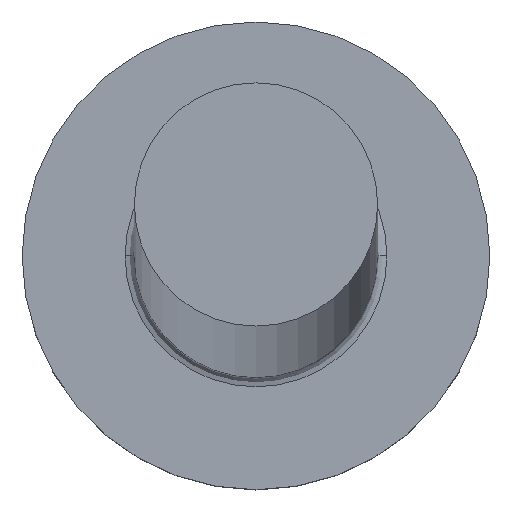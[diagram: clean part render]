
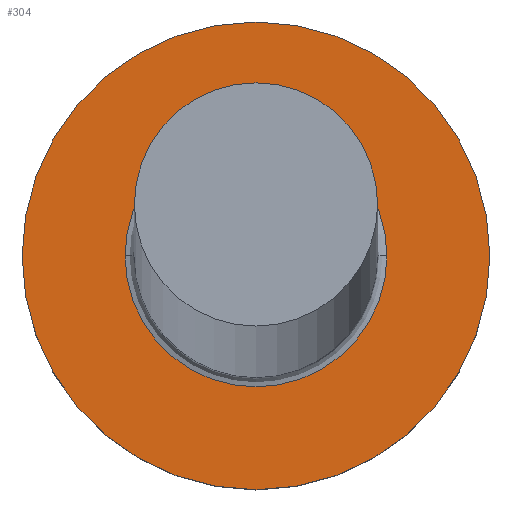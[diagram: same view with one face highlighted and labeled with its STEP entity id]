
A CAD part, top view. The second image highlights one B-rep face of the part: STEP entity #304.
In plain terms, the highlighted planar face has unit normal (0, 0, 1).
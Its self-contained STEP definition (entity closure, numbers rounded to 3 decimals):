
#1 = VERTEX_POINT ( 'NONE', #201 ) ;
#2 = ORIENTED_EDGE ( 'NONE', *, *, #32, .T. ) ;
#28 = DIRECTION ( 'NONE',  ( 0., 0., -1. ) ) ;
#30 = CARTESIAN_POINT ( 'NONE',  ( 0., 0., 3. ) ) ;
#32 = EDGE_CURVE ( 'NONE', #63, #1, #35, .T. ) ;
#33 = FACE_BOUND ( 'NONE', #280, .T. ) ;
#35 = CIRCLE ( 'NONE', #87, 2.8 ) ;
#36 = FACE_OUTER_BOUND ( 'NONE', #262, .T. ) ;
#48 = CARTESIAN_POINT ( 'NONE',  ( -2.8, 0., 3. ) ) ;
#50 = DIRECTION ( 'NONE',  ( 1., 0., 0. ) ) ;
#51 = EDGE_CURVE ( 'NONE', #101, #283, #195, .T. ) ;
#52 = CIRCLE ( 'NONE', #296, 5. ) ;
#63 = VERTEX_POINT ( 'NONE', #48 ) ;
#64 = EDGE_CURVE ( 'NONE', #283, #101, #52, .T. ) ;
#67 = EDGE_CURVE ( 'NONE', #1, #63, #212, .T. ) ;
#73 = CARTESIAN_POINT ( 'NONE',  ( 0., 0., 3. ) ) ;
#77 = DIRECTION ( 'NONE',  ( 1., 0., 0. ) ) ;
#87 = AXIS2_PLACEMENT_3D ( 'NONE', #73, #172, #175 ) ;
#92 = ORIENTED_EDGE ( 'NONE', *, *, #64, .T. ) ;
#101 = VERTEX_POINT ( 'NONE', #170 ) ;
#111 = PLANE ( 'NONE',  #124 ) ;
#122 = DIRECTION ( 'NONE',  ( 0., 0., 1. ) ) ;
#124 = AXIS2_PLACEMENT_3D ( 'NONE', #246, #209, #132 ) ;
#125 = ORIENTED_EDGE ( 'NONE', *, *, #67, .T. ) ;
#132 = DIRECTION ( 'NONE',  ( 1., 0., 0. ) ) ;
#152 = CARTESIAN_POINT ( 'NONE',  ( 0., 0., 3. ) ) ;
#170 = CARTESIAN_POINT ( 'NONE',  ( -5., 0., 3. ) ) ;
#172 = DIRECTION ( 'NONE',  ( 0., 0., -1. ) ) ;
#175 = DIRECTION ( 'NONE',  ( 1., 0., 0. ) ) ;
#184 = AXIS2_PLACEMENT_3D ( 'NONE', #219, #122, #77 ) ;
#191 = AXIS2_PLACEMENT_3D ( 'NONE', #152, #28, #307 ) ;
#195 = CIRCLE ( 'NONE', #184, 5. ) ;
#201 = CARTESIAN_POINT ( 'NONE',  ( 2.8, 0., 3. ) ) ;
#209 = DIRECTION ( 'NONE',  ( 0., 0., 1. ) ) ;
#212 = CIRCLE ( 'NONE', #191, 2.8 ) ;
#214 = ORIENTED_EDGE ( 'NONE', *, *, #51, .T. ) ;
#219 = CARTESIAN_POINT ( 'NONE',  ( 0., 0., 3. ) ) ;
#241 = DIRECTION ( 'NONE',  ( 0., 0., 1. ) ) ;
#246 = CARTESIAN_POINT ( 'NONE',  ( 0., 0., 3. ) ) ;
#262 = EDGE_LOOP ( 'NONE', ( #214, #92 ) ) ;
#280 = EDGE_LOOP ( 'NONE', ( #125, #2 ) ) ;
#283 = VERTEX_POINT ( 'NONE', #292 ) ;
#292 = CARTESIAN_POINT ( 'NONE',  ( 5., 0., 3. ) ) ;
#296 = AXIS2_PLACEMENT_3D ( 'NONE', #30, #241, #50 ) ;
#304 = ADVANCED_FACE ( 'NONE', ( #33, #36 ), #111, .T. ) ;
#307 = DIRECTION ( 'NONE',  ( 1., 0., 0. ) ) ;
